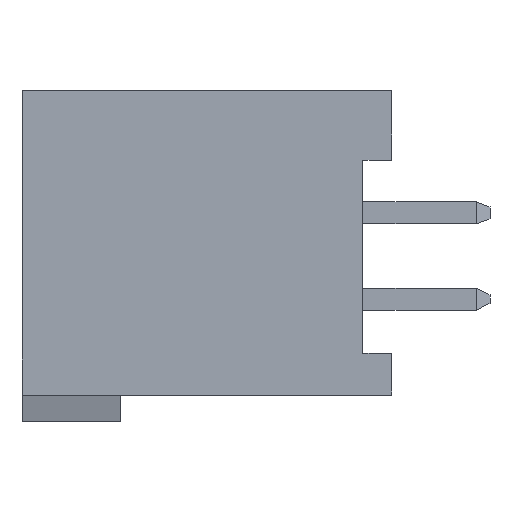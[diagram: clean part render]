
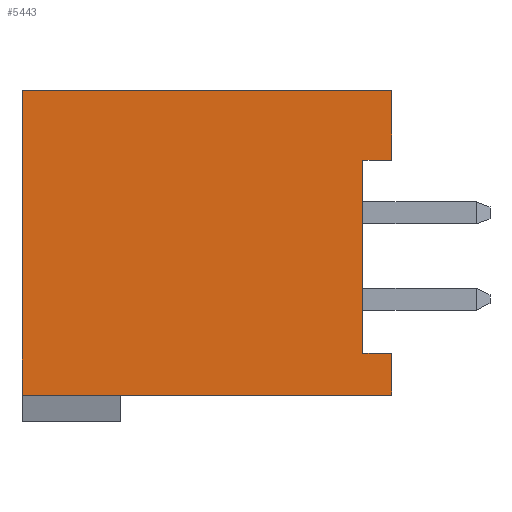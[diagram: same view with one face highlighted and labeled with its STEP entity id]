
A CAD part, left-side view. The second image highlights one B-rep face of the part: STEP entity #5443.
In plain terms, the highlighted planar face has unit normal (-1, 0, 0).
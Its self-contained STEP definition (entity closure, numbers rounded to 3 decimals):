
#677=DIRECTION('',(0.,0.,1.));
#678=VECTOR('',#677,2.05);
#679=CARTESIAN_POINT('',(-12.6,-5.45,2.825));
#680=LINE('',#679,#678);
#697=DIRECTION('',(0.,0.,1.));
#698=VECTOR('',#697,1.225);
#699=CARTESIAN_POINT('',(-12.6,-5.45,-4.1));
#700=LINE('',#699,#698);
#721=DIRECTION('',(0.,-1.,0.));
#722=VECTOR('',#721,10.9);
#723=CARTESIAN_POINT('',(-12.6,5.45,-4.1));
#724=LINE('',#723,#722);
#725=DIRECTION('',(0.,0.,1.));
#726=VECTOR('',#725,8.975);
#727=CARTESIAN_POINT('',(-12.6,5.45,-4.1));
#728=LINE('',#727,#726);
#729=DIRECTION('',(0.,1.,0.));
#730=VECTOR('',#729,0.85);
#731=CARTESIAN_POINT('',(-12.6,-5.45,2.825));
#732=LINE('',#731,#730);
#733=DIRECTION('',(0.,0.,1.));
#734=VECTOR('',#733,5.7);
#735=CARTESIAN_POINT('',(-12.6,-4.6,-2.875));
#736=LINE('',#735,#734);
#737=DIRECTION('',(0.,1.,0.));
#738=VECTOR('',#737,0.85);
#739=CARTESIAN_POINT('',(-12.6,-5.45,-2.875));
#740=LINE('',#739,#738);
#745=DIRECTION('',(0.,-1.,0.));
#746=VECTOR('',#745,10.9);
#747=CARTESIAN_POINT('',(-12.6,5.45,4.875));
#748=LINE('',#747,#746);
#3545=CARTESIAN_POINT('',(-12.6,5.45,4.875));
#3546=CARTESIAN_POINT('',(-12.6,-5.45,4.875));
#3547=VERTEX_POINT('',#3545);
#3548=VERTEX_POINT('',#3546);
#3565=CARTESIAN_POINT('',(-12.6,-5.45,-2.875));
#3566=CARTESIAN_POINT('',(-12.6,-4.6,-2.875));
#3567=VERTEX_POINT('',#3565);
#3568=VERTEX_POINT('',#3566);
#3569=CARTESIAN_POINT('',(-12.6,-4.6,2.825));
#3570=VERTEX_POINT('',#3569);
#3571=CARTESIAN_POINT('',(-12.6,-5.45,2.825));
#3572=VERTEX_POINT('',#3571);
#3659=CARTESIAN_POINT('',(-12.6,5.45,-4.1));
#3660=CARTESIAN_POINT('',(-12.6,-5.45,-4.1));
#3661=VERTEX_POINT('',#3659);
#3662=VERTEX_POINT('',#3660);
#5426=CARTESIAN_POINT('',(-12.6,5.45,-4.875));
#5427=DIRECTION('',(-1.,0.,0.));
#5428=DIRECTION('',(0.,-1.,0.));
#5429=AXIS2_PLACEMENT_3D('',#5426,#5427,#5428);
#5430=PLANE('',#5429);
#5431=ORIENTED_EDGE('',*,*,#4831,.F.);
#5432=ORIENTED_EDGE('',*,*,#4719,.T.);
#5434=ORIENTED_EDGE('',*,*,#5433,.T.);
#5435=ORIENTED_EDGE('',*,*,#5378,.F.);
#5436=ORIENTED_EDGE('',*,*,#5099,.T.);
#5437=ORIENTED_EDGE('',*,*,#5140,.F.);
#5439=ORIENTED_EDGE('',*,*,#5438,.F.);
#5440=ORIENTED_EDGE('',*,*,#5405,.F.);
#5441=EDGE_LOOP('',(#5431,#5432,#5434,#5435,#5436,#5437,#5439,#5440));
#5442=FACE_OUTER_BOUND('',#5441,.F.);
#5443=ADVANCED_FACE('',(#5442),#5430,.T.);
#4719=EDGE_CURVE('',#3661,#3547,#728,.T.);
#4831=EDGE_CURVE('',#3661,#3662,#724,.T.);
#5099=EDGE_CURVE('',#3572,#3570,#732,.T.);
#5140=EDGE_CURVE('',#3568,#3570,#736,.T.);
#5378=EDGE_CURVE('',#3572,#3548,#680,.T.);
#5405=EDGE_CURVE('',#3662,#3567,#700,.T.);
#5433=EDGE_CURVE('',#3547,#3548,#748,.T.);
#5438=EDGE_CURVE('',#3567,#3568,#740,.T.);
